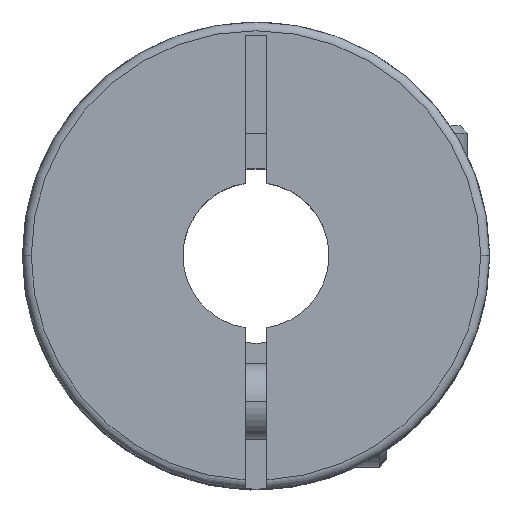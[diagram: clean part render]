
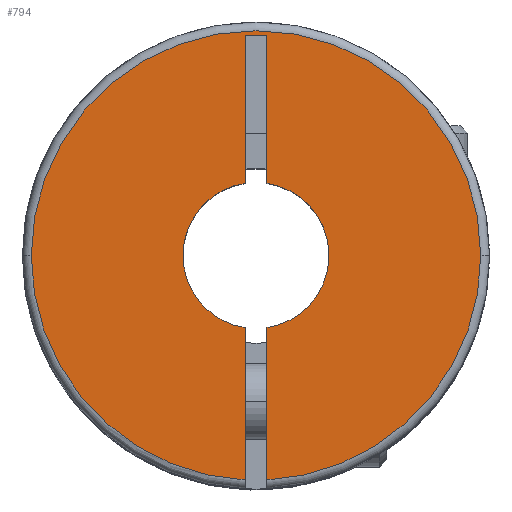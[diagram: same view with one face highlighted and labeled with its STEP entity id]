
A CAD part, top view. The second image highlights one B-rep face of the part: STEP entity #794.
In plain terms, the highlighted planar face has unit normal (0, 0, 1).
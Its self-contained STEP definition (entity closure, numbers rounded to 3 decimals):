
#6 = CARTESIAN_POINT ( 'NONE',  ( 7.7, 0., 0. ) ) ;
#50 = EDGE_CURVE ( 'NONE', #3236, #1185, #1903, .T. ) ;
#99 = CARTESIAN_POINT ( 'NONE',  ( 0., 0., 0. ) ) ;
#115 = DIRECTION ( 'NONE',  ( -1., 0., 0. ) ) ;
#171 = VERTEX_POINT ( 'NONE', #210 ) ;
#196 = VERTEX_POINT ( 'NONE', #2036 ) ;
#210 = CARTESIAN_POINT ( 'NONE',  ( -2.5, 0., 0. ) ) ;
#275 = VERTEX_POINT ( 'NONE', #6 ) ;
#354 = VERTEX_POINT ( 'NONE', #2546 ) ;
#380 = VECTOR ( 'NONE', #2805, 1000. ) ;
#415 = CARTESIAN_POINT ( 'NONE',  ( 0., 0., 0. ) ) ;
#479 = AXIS2_PLACEMENT_3D ( 'NONE', #415, #1606, #1625 ) ;
#506 = CIRCLE ( 'NONE', #2910, 7.7 ) ;
#545 = LINE ( 'NONE', #2672, #3257 ) ;
#570 = AXIS2_PLACEMENT_3D ( 'NONE', #99, #3746, #2481 ) ;
#699 = CARTESIAN_POINT ( 'NONE',  ( -7.7, 0., 0. ) ) ;
#702 = CARTESIAN_POINT ( 'NONE',  ( 0., 0., 0. ) ) ;
#708 = DIRECTION ( 'NONE',  ( 0., 1., 0. ) ) ;
#758 = VECTOR ( 'NONE', #1350, 1000. ) ;
#794 = ADVANCED_FACE ( 'NONE', ( #3234 ), #1437, .F. ) ;
#800 = CARTESIAN_POINT ( 'NONE',  ( -0.375, 2.472, 0. ) ) ;
#935 = ORIENTED_EDGE ( 'NONE', *, *, #2047, .F. ) ;
#1009 = CARTESIAN_POINT ( 'NONE',  ( 0.375, 7.55, 0. ) ) ;
#1030 = LINE ( 'NONE', #3756, #380 ) ;
#1063 = EDGE_CURVE ( 'NONE', #1185, #1644, #1122, .T. ) ;
#1098 = CARTESIAN_POINT ( 'NONE',  ( 0., 0., 0. ) ) ;
#1122 = LINE ( 'NONE', #3152, #758 ) ;
#1185 = VERTEX_POINT ( 'NONE', #1471 ) ;
#1271 = VECTOR ( 'NONE', #708, 1000. ) ;
#1350 = DIRECTION ( 'NONE',  ( 0., -1., 0. ) ) ;
#1352 = CARTESIAN_POINT ( 'NONE',  ( 0., 0., 0. ) ) ;
#1382 = ORIENTED_EDGE ( 'NONE', *, *, #50, .F. ) ;
#1396 = DIRECTION ( 'NONE',  ( 0., 0., -1. ) ) ;
#1411 = VERTEX_POINT ( 'NONE', #699 ) ;
#1437 = PLANE ( 'NONE',  #1940 ) ;
#1471 = CARTESIAN_POINT ( 'NONE',  ( -0.375, 7.55, 0. ) ) ;
#1493 = VECTOR ( 'NONE', #3436, 1000. ) ;
#1538 = VERTEX_POINT ( 'NONE', #1671 ) ;
#1576 = AXIS2_PLACEMENT_3D ( 'NONE', #702, #1902, #3397 ) ;
#1606 = DIRECTION ( 'NONE',  ( 0., 0., -1. ) ) ;
#1625 = DIRECTION ( 'NONE',  ( -1., 0., 0. ) ) ;
#1640 = CIRCLE ( 'NONE', #570, 7.7 ) ;
#1644 = VERTEX_POINT ( 'NONE', #800 ) ;
#1671 = CARTESIAN_POINT ( 'NONE',  ( -0.375, -2.472, 0. ) ) ;
#1689 = ORIENTED_EDGE ( 'NONE', *, *, #2240, .T. ) ;
#1807 = DIRECTION ( 'NONE',  ( 0., 0., -1. ) ) ;
#1887 = LINE ( 'NONE', #2217, #1271 ) ;
#1902 = DIRECTION ( 'NONE',  ( 0., 0., -1. ) ) ;
#1903 = LINE ( 'NONE', #1009, #1493 ) ;
#1928 = EDGE_CURVE ( 'NONE', #275, #196, #1640, .T. ) ;
#1940 = AXIS2_PLACEMENT_3D ( 'NONE', #2417, #1807, #3256 ) ;
#1962 = CIRCLE ( 'NONE', #1576, 2.5 ) ;
#1981 = VERTEX_POINT ( 'NONE', #3789 ) ;
#2036 = CARTESIAN_POINT ( 'NONE',  ( 0.375, -7.691, 0. ) ) ;
#2047 = EDGE_CURVE ( 'NONE', #1981, #1411, #2337, .T. ) ;
#2148 = CIRCLE ( 'NONE', #2781, 2.5 ) ;
#2202 = AXIS2_PLACEMENT_3D ( 'NONE', #2974, #1396, #3469 ) ;
#2217 = CARTESIAN_POINT ( 'NONE',  ( 0.375, -8., 0. ) ) ;
#2240 = EDGE_CURVE ( 'NONE', #354, #3480, #2148, .T. ) ;
#2297 = DIRECTION ( 'NONE',  ( 0., 0., -1. ) ) ;
#2337 = CIRCLE ( 'NONE', #2202, 7.7 ) ;
#2417 = CARTESIAN_POINT ( 'NONE',  ( 0., 0., 0. ) ) ;
#2481 = DIRECTION ( 'NONE',  ( -1., 0., 0. ) ) ;
#2546 = CARTESIAN_POINT ( 'NONE',  ( 0.375, 2.472, 0. ) ) ;
#2550 = DIRECTION ( 'NONE',  ( -1., 0., 0. ) ) ;
#2560 = EDGE_CURVE ( 'NONE', #196, #3480, #1030, .T. ) ;
#2626 = EDGE_CURVE ( 'NONE', #1411, #275, #506, .T. ) ;
#2646 = ORIENTED_EDGE ( 'NONE', *, *, #3463, .T. ) ;
#2670 = EDGE_LOOP ( 'NONE', ( #935, #3349, #3679, #2646, #3396, #1382, #3528, #1689, #3757, #3299, #3633 ) ) ;
#2672 = CARTESIAN_POINT ( 'NONE',  ( -0.375, 7.55, 0. ) ) ;
#2763 = CIRCLE ( 'NONE', #479, 2.5 ) ;
#2781 = AXIS2_PLACEMENT_3D ( 'NONE', #1352, #2297, #115 ) ;
#2805 = DIRECTION ( 'NONE',  ( 0., 1., 0. ) ) ;
#2879 = DIRECTION ( 'NONE',  ( 0., 0., -1. ) ) ;
#2910 = AXIS2_PLACEMENT_3D ( 'NONE', #1098, #2879, #2550 ) ;
#2974 = CARTESIAN_POINT ( 'NONE',  ( 0., 0., 0. ) ) ;
#3009 = EDGE_CURVE ( 'NONE', #354, #3236, #1887, .T. ) ;
#3152 = CARTESIAN_POINT ( 'NONE',  ( -0.375, 7.55, 0. ) ) ;
#3234 = FACE_OUTER_BOUND ( 'NONE', #2670, .T. ) ;
#3236 = VERTEX_POINT ( 'NONE', #3306 ) ;
#3256 = DIRECTION ( 'NONE',  ( 0., -1., 0. ) ) ;
#3257 = VECTOR ( 'NONE', #3352, 1000. ) ;
#3299 = ORIENTED_EDGE ( 'NONE', *, *, #1928, .F. ) ;
#3306 = CARTESIAN_POINT ( 'NONE',  ( 0.375, 7.55, 0. ) ) ;
#3349 = ORIENTED_EDGE ( 'NONE', *, *, #3808, .F. ) ;
#3352 = DIRECTION ( 'NONE',  ( 0., -1., 0. ) ) ;
#3396 = ORIENTED_EDGE ( 'NONE', *, *, #1063, .F. ) ;
#3397 = DIRECTION ( 'NONE',  ( -1., 0., 0. ) ) ;
#3413 = CARTESIAN_POINT ( 'NONE',  ( 0.375, -2.472, 0. ) ) ;
#3436 = DIRECTION ( 'NONE',  ( -1., 0., 0. ) ) ;
#3463 = EDGE_CURVE ( 'NONE', #171, #1644, #1962, .T. ) ;
#3469 = DIRECTION ( 'NONE',  ( -1., 0., 0. ) ) ;
#3480 = VERTEX_POINT ( 'NONE', #3413 ) ;
#3528 = ORIENTED_EDGE ( 'NONE', *, *, #3009, .F. ) ;
#3633 = ORIENTED_EDGE ( 'NONE', *, *, #2626, .F. ) ;
#3679 = ORIENTED_EDGE ( 'NONE', *, *, #3851, .T. ) ;
#3746 = DIRECTION ( 'NONE',  ( 0., 0., -1. ) ) ;
#3756 = CARTESIAN_POINT ( 'NONE',  ( 0.375, -8., 0. ) ) ;
#3757 = ORIENTED_EDGE ( 'NONE', *, *, #2560, .F. ) ;
#3789 = CARTESIAN_POINT ( 'NONE',  ( -0.375, -7.691, 0. ) ) ;
#3808 = EDGE_CURVE ( 'NONE', #1538, #1981, #545, .T. ) ;
#3851 = EDGE_CURVE ( 'NONE', #1538, #171, #2763, .T. ) ;
